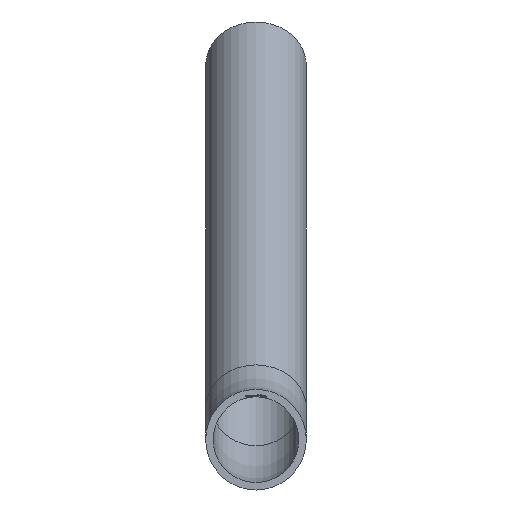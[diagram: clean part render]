
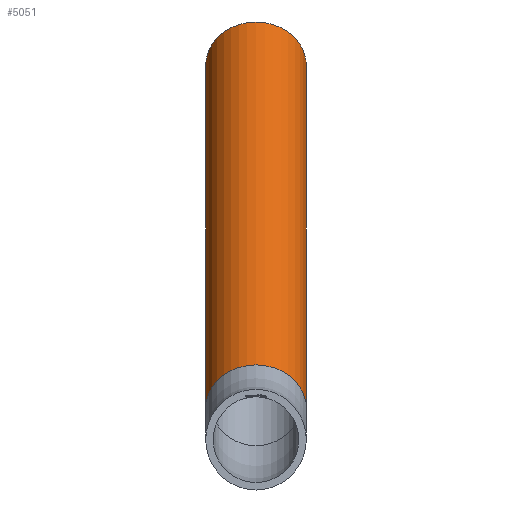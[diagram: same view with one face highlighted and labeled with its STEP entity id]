
A CAD part, front view. The second image highlights one B-rep face of the part: STEP entity #5051.
In plain terms, the highlighted cylindrical face has radius 16.85 mm (diameter 33.7 mm), a full revolution.
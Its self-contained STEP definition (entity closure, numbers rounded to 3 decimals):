
#42 = ORIENTED_EDGE ( 'NONE', *, *, #9062, .F. ) ;
#941 = CARTESIAN_POINT ( 'NONE',  ( 0., 268.58, 10.45 ) ) ;
#1005 = ORIENTED_EDGE ( 'NONE', *, *, #8366, .T. ) ;
#1184 = DIRECTION ( 'NONE',  ( 0., -0.5, 0.866 ) ) ;
#1246 = CARTESIAN_POINT ( 'NONE',  ( 0., 467.401, 125.24 ) ) ;
#1927 = CYLINDRICAL_SURFACE ( 'NONE', #5676, 16.85 ) ;
#2544 = EDGE_LOOP ( 'NONE', ( #42 ) ) ;
#4342 = VERTEX_POINT ( 'NONE', #7542 ) ;
#4457 = FACE_OUTER_BOUND ( 'NONE', #2544, .T. ) ;
#5051 = ADVANCED_FACE ( 'NONE', ( #6490, #4457 ), #1927, .T. ) ;
#5676 = AXIS2_PLACEMENT_3D ( 'NONE', #941, #7942, #6052 ) ;
#5828 = CIRCLE ( 'NONE', #8810, 16.85 ) ;
#6052 = DIRECTION ( 'NONE',  ( 0., -0.5, 0.866 ) ) ;
#6477 = AXIS2_PLACEMENT_3D ( 'NONE', #1246, #7361, #8309 ) ;
#6490 = FACE_OUTER_BOUND ( 'NONE', #11629, .T. ) ;
#7361 = DIRECTION ( 'NONE',  ( 0., 0.866, 0.5 ) ) ;
#7377 = CARTESIAN_POINT ( 'NONE',  ( 0., 268.58, 10.45 ) ) ;
#7542 = CARTESIAN_POINT ( 'NONE',  ( 0., 458.976, 139.832 ) ) ;
#7654 = VERTEX_POINT ( 'NONE', #9625 ) ;
#7942 = DIRECTION ( 'NONE',  ( 0., 0.866, 0.5 ) ) ;
#8309 = DIRECTION ( 'NONE',  ( 0., -0.5, 0.866 ) ) ;
#8366 = EDGE_CURVE ( 'NONE', #7654, #7654, #5828, .T. ) ;
#8810 = AXIS2_PLACEMENT_3D ( 'NONE', #7377, #11280, #1184 ) ;
#8853 = CIRCLE ( 'NONE', #6477, 16.85 ) ;
#9062 = EDGE_CURVE ( 'NONE', #4342, #4342, #8853, .T. ) ;
#9625 = CARTESIAN_POINT ( 'NONE',  ( 0., 260.155, 25.043 ) ) ;
#11280 = DIRECTION ( 'NONE',  ( 0., 0.866, 0.5 ) ) ;
#11629 = EDGE_LOOP ( 'NONE', ( #1005 ) ) ;
